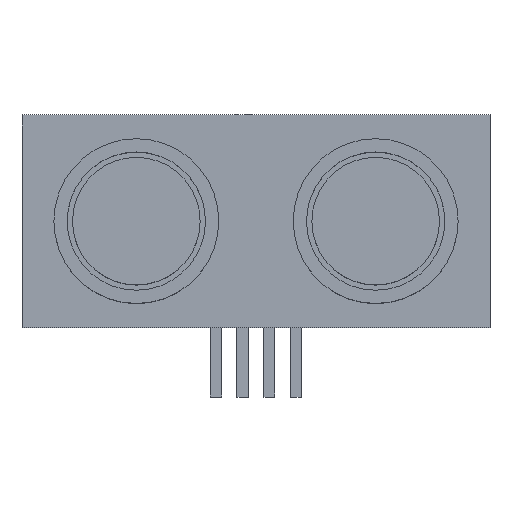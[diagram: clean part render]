
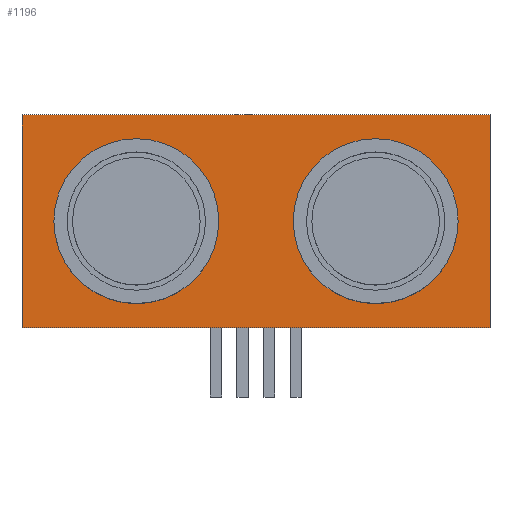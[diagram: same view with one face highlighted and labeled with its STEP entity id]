
A CAD part, top view. The second image highlights one B-rep face of the part: STEP entity #1196.
In plain terms, the highlighted planar face has unit normal (0, 0, 1).
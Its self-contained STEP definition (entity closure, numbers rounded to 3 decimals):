
#59 = DIRECTION ( 'NONE',  ( 1., 0., 0. ) ) ;
#84 = DIRECTION ( 'NONE',  ( -1., 0., 0. ) ) ;
#168 = VERTEX_POINT ( 'NONE', #950 ) ;
#195 = DIRECTION ( 'NONE',  ( 0., -1., 0. ) ) ;
#218 = VERTEX_POINT ( 'NONE', #811 ) ;
#248 = PLANE ( 'NONE',  #1628 ) ;
#320 = CARTESIAN_POINT ( 'NONE',  ( 11.25, 0., 1. ) ) ;
#345 = LINE ( 'NONE', #1409, #1667 ) ;
#366 = CARTESIAN_POINT ( 'NONE',  ( -11.25, 0., 1. ) ) ;
#398 = LINE ( 'NONE', #998, #1919 ) ;
#474 = CARTESIAN_POINT ( 'NONE',  ( 22., -10., 1. ) ) ;
#520 = VERTEX_POINT ( 'NONE', #474 ) ;
#532 = DIRECTION ( 'NONE',  ( 0., 0., 1. ) ) ;
#534 = FACE_BOUND ( 'NONE', #688, .T. ) ;
#576 = DIRECTION ( 'NONE',  ( 0., 0., 1. ) ) ;
#627 = LINE ( 'NONE', #1237, #1458 ) ;
#637 = DIRECTION ( 'NONE',  ( 1., 0., 0. ) ) ;
#688 = EDGE_LOOP ( 'NONE', ( #867, #1578 ) ) ;
#728 = EDGE_CURVE ( 'NONE', #218, #779, #1331, .T. ) ;
#779 = VERTEX_POINT ( 'NONE', #1935 ) ;
#805 = CIRCLE ( 'NONE', #899, 7.75 ) ;
#811 = CARTESIAN_POINT ( 'NONE',  ( -19., 0., 1. ) ) ;
#821 = CARTESIAN_POINT ( 'NONE',  ( -11.25, 0., 1. ) ) ;
#841 = VERTEX_POINT ( 'NONE', #1784 ) ;
#865 = VERTEX_POINT ( 'NONE', #1621 ) ;
#867 = ORIENTED_EDGE ( 'NONE', *, *, #728, .F. ) ;
#884 = EDGE_CURVE ( 'NONE', #841, #1456, #398, .T. ) ;
#899 = AXIS2_PLACEMENT_3D ( 'NONE', #821, #532, #1132 ) ;
#917 = CARTESIAN_POINT ( 'NONE',  ( -22., 10., 1. ) ) ;
#933 = EDGE_LOOP ( 'NONE', ( #1447, #1966, #1674, #1767 ) ) ;
#944 = AXIS2_PLACEMENT_3D ( 'NONE', #320, #949, #637 ) ;
#949 = DIRECTION ( 'NONE',  ( 0., 0., 1. ) ) ;
#950 = CARTESIAN_POINT ( 'NONE',  ( -22., -10., 1. ) ) ;
#998 = CARTESIAN_POINT ( 'NONE',  ( -22., 10., 1. ) ) ;
#1121 = EDGE_CURVE ( 'NONE', #1456, #168, #345, .T. ) ;
#1123 = CARTESIAN_POINT ( 'NONE',  ( 3.5, 0., 1. ) ) ;
#1132 = DIRECTION ( 'NONE',  ( 1., 0., 0. ) ) ;
#1139 = DIRECTION ( 'NONE',  ( 1., 0., 0. ) ) ;
#1154 = DIRECTION ( 'NONE',  ( 1., 0., 0. ) ) ;
#1159 = CARTESIAN_POINT ( 'NONE',  ( 0., 0., 1. ) ) ;
#1160 = EDGE_LOOP ( 'NONE', ( #1177, #1958 ) ) ;
#1175 = CIRCLE ( 'NONE', #944, 7.75 ) ;
#1177 = ORIENTED_EDGE ( 'NONE', *, *, #1856, .F. ) ;
#1187 = EDGE_CURVE ( 'NONE', #865, #1924, #1389, .T. ) ;
#1196 = ADVANCED_FACE ( 'NONE', ( #534, #1319, #1457 ), #248, .T. ) ;
#1237 = CARTESIAN_POINT ( 'NONE',  ( 22., 10., 1. ) ) ;
#1288 = DIRECTION ( 'NONE',  ( 0., 0., 1. ) ) ;
#1306 = CARTESIAN_POINT ( 'NONE',  ( -22., -10., 1. ) ) ;
#1315 = LINE ( 'NONE', #1306, #1893 ) ;
#1319 = FACE_BOUND ( 'NONE', #1160, .T. ) ;
#1331 = CIRCLE ( 'NONE', #1542, 7.75 ) ;
#1387 = DIRECTION ( 'NONE',  ( 0., 1., 0. ) ) ;
#1389 = CIRCLE ( 'NONE', #1943, 7.75 ) ;
#1402 = CARTESIAN_POINT ( 'NONE',  ( 11.25, 0., 1. ) ) ;
#1409 = CARTESIAN_POINT ( 'NONE',  ( -22., 10., 1. ) ) ;
#1438 = DIRECTION ( 'NONE',  ( 0., 0., 1. ) ) ;
#1447 = ORIENTED_EDGE ( 'NONE', *, *, #1868, .T. ) ;
#1456 = VERTEX_POINT ( 'NONE', #917 ) ;
#1457 = FACE_OUTER_BOUND ( 'NONE', #933, .T. ) ;
#1458 = VECTOR ( 'NONE', #1387, 1000. ) ;
#1466 = DIRECTION ( 'NONE',  ( 1., 0., 0. ) ) ;
#1477 = EDGE_CURVE ( 'NONE', #168, #520, #1315, .T. ) ;
#1530 = EDGE_CURVE ( 'NONE', #779, #218, #805, .T. ) ;
#1542 = AXIS2_PLACEMENT_3D ( 'NONE', #366, #1288, #1139 ) ;
#1578 = ORIENTED_EDGE ( 'NONE', *, *, #1530, .F. ) ;
#1621 = CARTESIAN_POINT ( 'NONE',  ( 19., 0., 1. ) ) ;
#1628 = AXIS2_PLACEMENT_3D ( 'NONE', #1159, #576, #1466 ) ;
#1667 = VECTOR ( 'NONE', #195, 1000. ) ;
#1674 = ORIENTED_EDGE ( 'NONE', *, *, #1121, .T. ) ;
#1767 = ORIENTED_EDGE ( 'NONE', *, *, #1477, .T. ) ;
#1784 = CARTESIAN_POINT ( 'NONE',  ( 22., 10., 1. ) ) ;
#1856 = EDGE_CURVE ( 'NONE', #1924, #865, #1175, .T. ) ;
#1868 = EDGE_CURVE ( 'NONE', #520, #841, #627, .T. ) ;
#1893 = VECTOR ( 'NONE', #1154, 1000. ) ;
#1919 = VECTOR ( 'NONE', #84, 1000. ) ;
#1924 = VERTEX_POINT ( 'NONE', #1123 ) ;
#1935 = CARTESIAN_POINT ( 'NONE',  ( -3.5, 0., 1. ) ) ;
#1943 = AXIS2_PLACEMENT_3D ( 'NONE', #1402, #1438, #59 ) ;
#1958 = ORIENTED_EDGE ( 'NONE', *, *, #1187, .F. ) ;
#1966 = ORIENTED_EDGE ( 'NONE', *, *, #884, .T. ) ;
